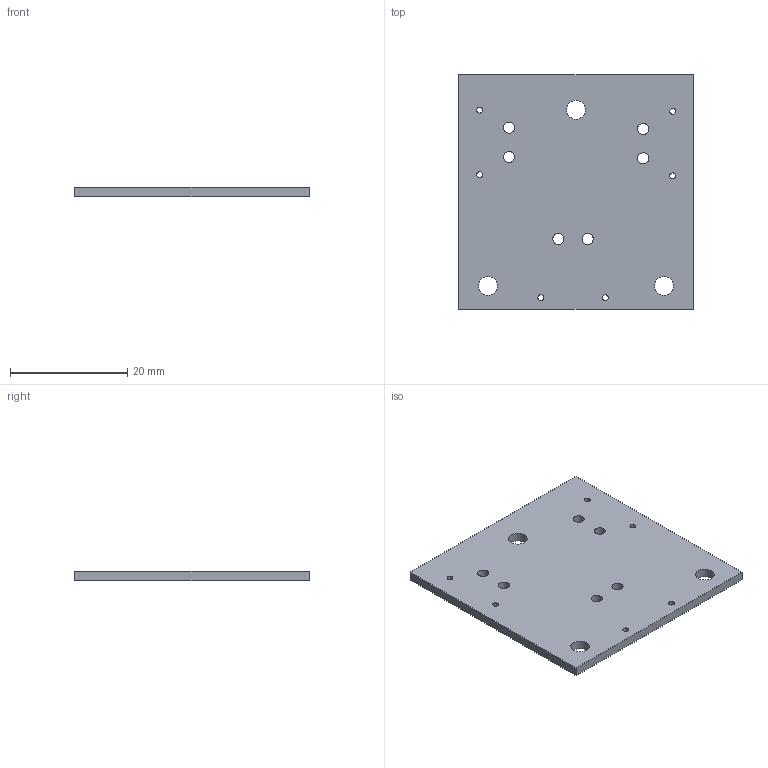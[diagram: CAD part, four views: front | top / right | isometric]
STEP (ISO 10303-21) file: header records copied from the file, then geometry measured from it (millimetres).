
FILE_DESCRIPTION(('KiCad electronic assembly'),'2;1');
FILE_NAME('T_Split.step','2025-05-17T16:29:12',('Pcbnew'),('Kicad'), 'Open CASCADE STEP processor 7.7','KiCad to STEP converter','Unknown' );
FILE_SCHEMA(('AUTOMOTIVE_DESIGN { 1 0 10303 214 1 1 1 1 }'));
Length unit declared in the file: millimetre
Products named in the file (2): T_Split 1; T_Split_PCB
Assembly tree (1 placements, depth 2):
  T_Split 1
    T_Split_PCB
Bounding box: 40 x 40 x 1.6 mm (x, y, z)
Volume: 2486.6 mm3; surface area: 3500 mm2
Topology: 1 solids, 1 shells, 21 faces, 57 edges, 38 vertices
Faces by surface type: cylinder 15, plane 6
Full cylindrical faces by diameter (mm): 1 x6, 1.9 x6, 3.2 x3
Entity records: 778 total; most frequent: DIRECTION 133, CARTESIAN_POINT 118, ORIENTED_EDGE 114, EDGE_CURVE 57, AXIS2_PLACEMENT_3D 53, FACE_BOUND 51, EDGE_LOOP 51, VERTEX_POINT 38
